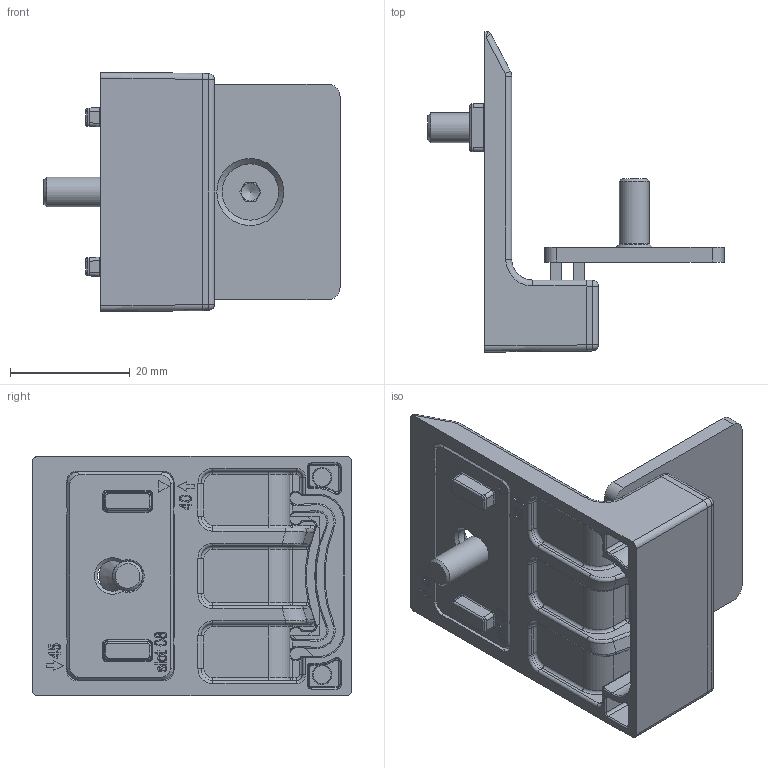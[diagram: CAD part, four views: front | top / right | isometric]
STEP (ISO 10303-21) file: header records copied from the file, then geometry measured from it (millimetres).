
FILE_DESCRIPTION(/* description */ ('Odbojnik'),/* implementation_level */ '2;1');
FILE_NAME(/* name */ '135446.stp',/* time_stamp */ '2023-01-30T13:43:27+01:00',/* author */ ('aluteckkpl_am'),/* organization */ (''),/* preprocessor_version */ 'ST-DEVELOPER v18.1',/* originating_system */ 'Autodesk Inventor 2021',/* authorisation */ '');
FILE_SCHEMA (('CONFIG_CONTROL_DESIGN'));
Length unit declared in the file: millimetre
Products named in the file (2): 135446; 135446_1
Assembly tree (1 placements, depth 2):
  135446
    135446_1
Bounding box: 49.5 x 53.5 x 40 mm (x, y, z)
Volume: 53.7 mm3; surface area: 12853.2 mm2
Topology: 4 solids, 5 shells, 911 faces, 2334 edges, 1429 vertices
Faces by surface type: plane 336, cylinder 249, bspline 207, torus 85, cone 24, sphere 10
Full cylindrical faces by diameter (mm): 3.3 x2, 5 x2, 9.43 x2
Entity records: 37678 total; most frequent: CARTESIAN_POINT 15617, ORIENTED_EDGE 4632, DIRECTION 4057, EDGE_CURVE 2316, AXIS2_PLACEMENT_3D 1441, VERTEX_POINT 1429, LINE 1175, VECTOR 1175
